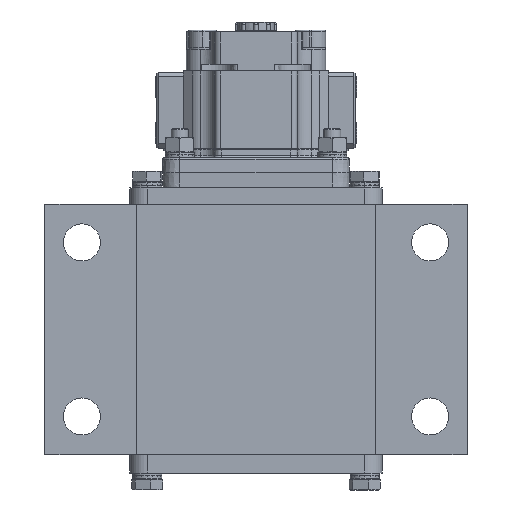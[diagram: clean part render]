
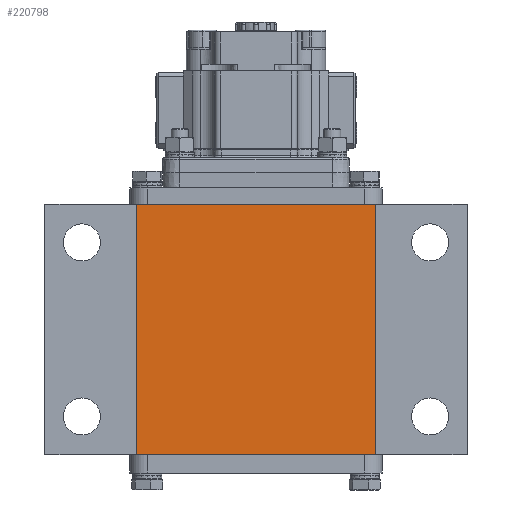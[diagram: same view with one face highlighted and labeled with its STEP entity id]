
A CAD part, front view. The second image highlights one B-rep face of the part: STEP entity #220798.
In plain terms, the highlighted planar face has unit normal (0, -1, 0).
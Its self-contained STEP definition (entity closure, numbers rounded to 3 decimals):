
#1723 = VERTEX_POINT ( 'NONE', #170777 ) ;
#2559 = DIRECTION ( 'NONE',  ( -1., 0., 0. ) ) ;
#5416 = DIRECTION ( 'NONE',  ( 0., 0., -1. ) ) ;
#8441 = VERTEX_POINT ( 'NONE', #154295 ) ;
#12225 = DIRECTION ( 'NONE',  ( 0., -1., 0. ) ) ;
#13922 = VERTEX_POINT ( 'NONE', #142909 ) ;
#19024 = LINE ( 'NONE', #127829, #52211 ) ;
#24146 = CARTESIAN_POINT ( 'NONE',  ( -55., 0.5, 57.5 ) ) ;
#31682 = CARTESIAN_POINT ( 'NONE',  ( 55., 0.5, 57.5 ) ) ;
#35614 = VECTOR ( 'NONE', #5416, 1000. ) ;
#42396 = EDGE_CURVE ( 'NONE', #13922, #8441, #194165, .T. ) ;
#49004 = LINE ( 'NONE', #167445, #115675 ) ;
#52211 = VECTOR ( 'NONE', #2559, 1000. ) ;
#69125 = EDGE_CURVE ( 'NONE', #152170, #13922, #19024, .T. ) ;
#79615 = DIRECTION ( 'NONE',  ( 0., 0., 1. ) ) ;
#100107 = FACE_OUTER_BOUND ( 'NONE', #111526, .T. ) ;
#111526 = EDGE_LOOP ( 'NONE', ( #174721, #134138, #115243, #206586 ) ) ;
#115243 = ORIENTED_EDGE ( 'NONE', *, *, #124532, .T. ) ;
#115675 = VECTOR ( 'NONE', #199300, 1000. ) ;
#124532 = EDGE_CURVE ( 'NONE', #1723, #152170, #206395, .T. ) ;
#127829 = CARTESIAN_POINT ( 'NONE',  ( -97., 0.5, 57.5 ) ) ;
#131369 = CARTESIAN_POINT ( 'NONE',  ( 55., 0.5, 57.5 ) ) ;
#134138 = ORIENTED_EDGE ( 'NONE', *, *, #158104, .F. ) ;
#142503 = VECTOR ( 'NONE', #79615, 1000. ) ;
#142909 = CARTESIAN_POINT ( 'NONE',  ( -55., 0.5, 57.5 ) ) ;
#145012 = CARTESIAN_POINT ( 'NONE',  ( 55., 0.5, 57.5 ) ) ;
#152170 = VERTEX_POINT ( 'NONE', #131369 ) ;
#154295 = CARTESIAN_POINT ( 'NONE',  ( -55., 0.5, -57.5 ) ) ;
#158104 = EDGE_CURVE ( 'NONE', #1723, #8441, #49004, .T. ) ;
#167445 = CARTESIAN_POINT ( 'NONE',  ( -97., 0.5, -57.5 ) ) ;
#170777 = CARTESIAN_POINT ( 'NONE',  ( 55., 0.5, -57.5 ) ) ;
#174721 = ORIENTED_EDGE ( 'NONE', *, *, #42396, .T. ) ;
#189515 = DIRECTION ( 'NONE',  ( 0., 0., -1. ) ) ;
#193214 = AXIS2_PLACEMENT_3D ( 'NONE', #31682, #12225, #189515 ) ;
#194165 = LINE ( 'NONE', #24146, #35614 ) ;
#199300 = DIRECTION ( 'NONE',  ( -1., 0., 0. ) ) ;
#202687 = PLANE ( 'NONE',  #193214 ) ;
#206395 = LINE ( 'NONE', #145012, #142503 ) ;
#206586 = ORIENTED_EDGE ( 'NONE', *, *, #69125, .T. ) ;
#220798 = ADVANCED_FACE ( 'NONE', ( #100107 ), #202687, .T. ) ;
